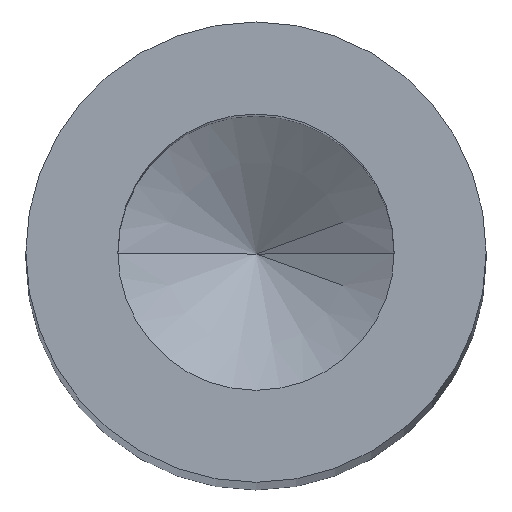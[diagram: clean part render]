
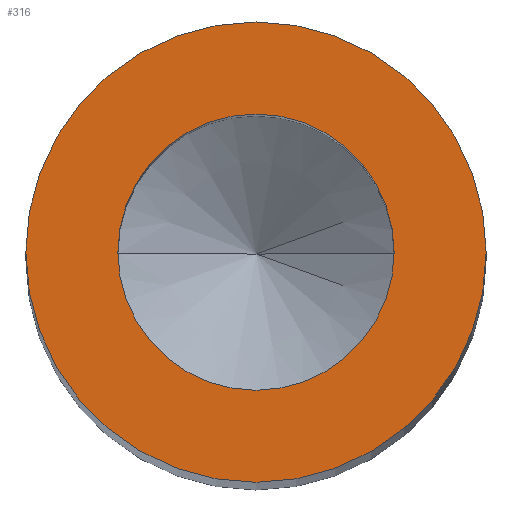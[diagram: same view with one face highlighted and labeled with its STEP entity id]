
A CAD part, top view. The second image highlights one B-rep face of the part: STEP entity #316.
In plain terms, the highlighted planar face has unit normal (0, 0, 1).
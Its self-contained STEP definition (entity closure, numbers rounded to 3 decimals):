
#2 = EDGE_CURVE ( 'NONE', #326, #274, #170, .T. ) ;
#26 = CARTESIAN_POINT ( 'NONE',  ( 0., 0., 33.35 ) ) ;
#37 = ORIENTED_EDGE ( 'NONE', *, *, #270, .F. ) ;
#52 = CARTESIAN_POINT ( 'NONE',  ( 0., 0., 33.35 ) ) ;
#58 = DIRECTION ( 'NONE',  ( 1., 0., 0. ) ) ;
#89 = DIRECTION ( 'NONE',  ( 1., 0., 0. ) ) ;
#93 = FACE_BOUND ( 'NONE', #236, .T. ) ;
#106 = CIRCLE ( 'NONE', #389, 3.5 ) ;
#113 = CARTESIAN_POINT ( 'NONE',  ( 0., 0., 33.35 ) ) ;
#122 = PLANE ( 'NONE',  #256 ) ;
#129 = VERTEX_POINT ( 'NONE', #233 ) ;
#140 = ORIENTED_EDGE ( 'NONE', *, *, #264, .T. ) ;
#146 = CARTESIAN_POINT ( 'NONE',  ( 0., 0., 33.35 ) ) ;
#157 = DIRECTION ( 'NONE',  ( 1., 0., 0. ) ) ;
#164 = EDGE_LOOP ( 'NONE', ( #303, #140 ) ) ;
#170 = CIRCLE ( 'NONE', #218, 3.5 ) ;
#172 = CARTESIAN_POINT ( 'NONE',  ( -3.5, 0., 33.35 ) ) ;
#182 = CARTESIAN_POINT ( 'NONE',  ( 0., 0., 33.35 ) ) ;
#183 = DIRECTION ( 'NONE',  ( 1., 0., 0. ) ) ;
#194 = VERTEX_POINT ( 'NONE', #252 ) ;
#195 = ORIENTED_EDGE ( 'NONE', *, *, #384, .F. ) ;
#200 = DIRECTION ( 'NONE',  ( 0., 0., 1. ) ) ;
#211 = DIRECTION ( 'NONE',  ( 0., 0., 1. ) ) ;
#218 = AXIS2_PLACEMENT_3D ( 'NONE', #113, #366, #369 ) ;
#233 = CARTESIAN_POINT ( 'NONE',  ( -2.1, 0., 33.35 ) ) ;
#236 = EDGE_LOOP ( 'NONE', ( #37, #195 ) ) ;
#252 = CARTESIAN_POINT ( 'NONE',  ( 2.1, 0., 33.35 ) ) ;
#256 = AXIS2_PLACEMENT_3D ( 'NONE', #52, #211, #58 ) ;
#264 = EDGE_CURVE ( 'NONE', #274, #326, #106, .T. ) ;
#266 = CIRCLE ( 'NONE', #286, 2.1 ) ;
#270 = EDGE_CURVE ( 'NONE', #194, #129, #308, .T. ) ;
#274 = VERTEX_POINT ( 'NONE', #280 ) ;
#277 = DIRECTION ( 'NONE',  ( 0., 0., 1. ) ) ;
#280 = CARTESIAN_POINT ( 'NONE',  ( 3.5, 0., 33.35 ) ) ;
#286 = AXIS2_PLACEMENT_3D ( 'NONE', #146, #277, #157 ) ;
#303 = ORIENTED_EDGE ( 'NONE', *, *, #2, .T. ) ;
#308 = CIRCLE ( 'NONE', #378, 2.1 ) ;
#313 = FACE_OUTER_BOUND ( 'NONE', #164, .T. ) ;
#316 = ADVANCED_FACE ( 'NONE', ( #93, #313 ), #122, .T. ) ;
#326 = VERTEX_POINT ( 'NONE', #172 ) ;
#366 = DIRECTION ( 'NONE',  ( 0., 0., 1. ) ) ;
#369 = DIRECTION ( 'NONE',  ( 1., 0., 0. ) ) ;
#378 = AXIS2_PLACEMENT_3D ( 'NONE', #26, #408, #183 ) ;
#384 = EDGE_CURVE ( 'NONE', #129, #194, #266, .T. ) ;
#389 = AXIS2_PLACEMENT_3D ( 'NONE', #182, #200, #89 ) ;
#408 = DIRECTION ( 'NONE',  ( 0., 0., 1. ) ) ;
